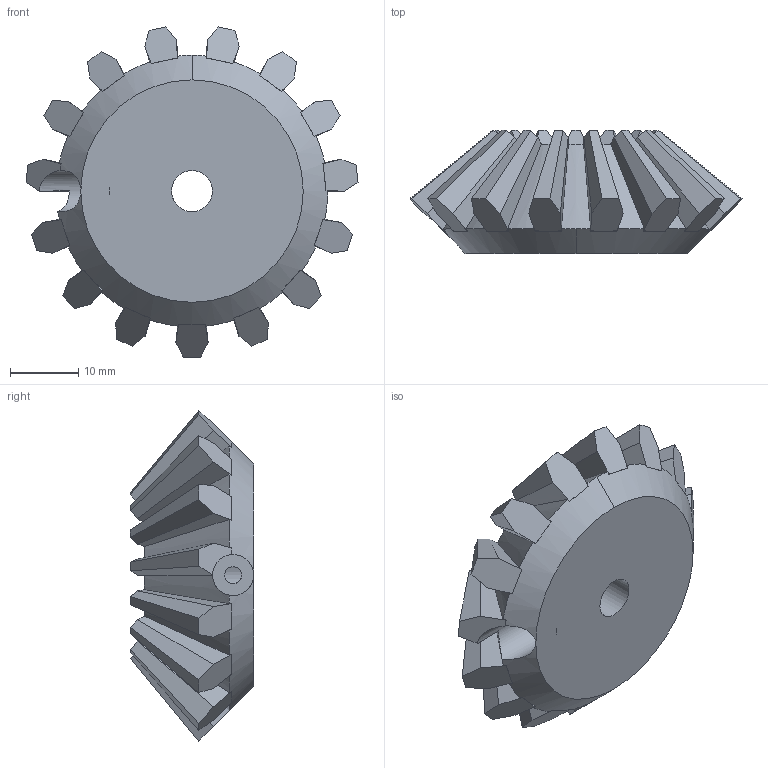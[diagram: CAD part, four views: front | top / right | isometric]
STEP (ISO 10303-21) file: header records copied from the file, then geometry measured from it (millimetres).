
FILE_DESCRIPTION(/* description */ (''),/* implementation_level */ '2;1');
FILE_NAME(/* name */ 'M3_15_crown_in.stp',/* time_stamp */ '2025-10-20T18:29:59+09:00',/* author */ ('hibik'),/* organization */ (''),/* preprocessor_version */ 'ST-DEVELOPER v20',/* originating_system */ 'Autodesk Inventor 2024',/* authorisation */ '');
FILE_SCHEMA (('AUTOMOTIVE_DESIGN { 1 0 10303 214 3 1 1 }'));
Length unit declared in the file: millimetre
Products named in the file (1): M3_15_crown_in
Bounding box: 48.48 x 18 x 48.22 mm (x, y, z)
Volume: 15335.7 mm3; surface area: 5988 mm2
Topology: 1 solids, 1 shells, 158 faces, 440 edges, 283 vertices
Faces by surface type: plane 107, bspline 30, cone 18, cylinder 3
Full cylindrical faces by diameter (mm): 2.5 x1, 6 x2
Entity records: 5565 total; most frequent: CARTESIAN_POINT 1702, ORIENTED_EDGE 882, DIRECTION 676, EDGE_CURVE 441, VERTEX_POINT 283, LINE 274, VECTOR 274, AXIS2_PLACEMENT_3D 201
